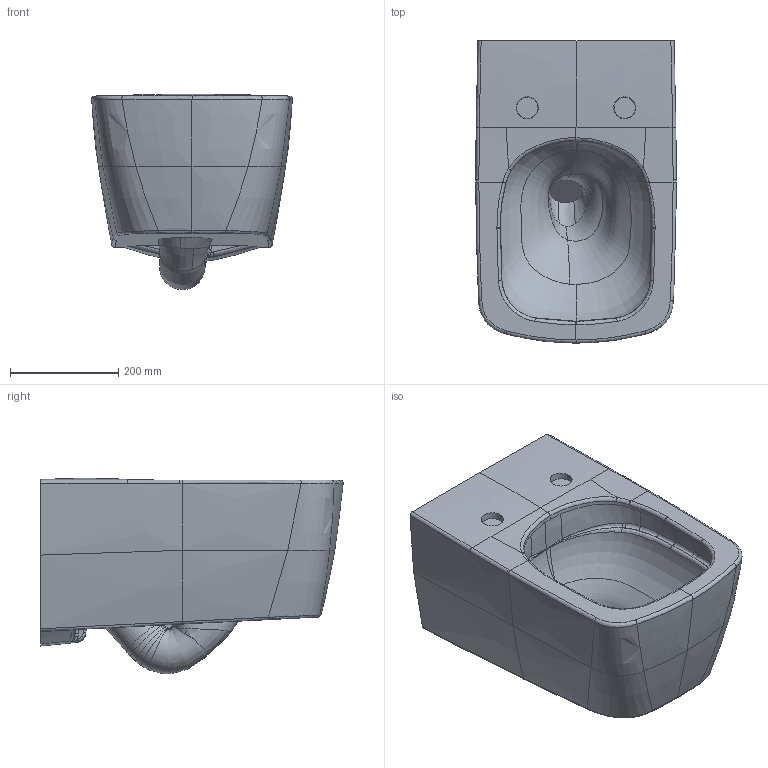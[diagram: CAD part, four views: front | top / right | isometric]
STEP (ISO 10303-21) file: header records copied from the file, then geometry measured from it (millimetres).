
FILE_DESCRIPTION(/* description */ (''),/* implementation_level */ '2;1');
FILE_NAME(/* name */ '4610T0_4610TL.stp',/* time_stamp */ '2024-12-06T09:06:35+01:00',/* author */ (''),/* organization */ (''),/* preprocessor_version */ 'ST-DEVELOPER v18.1',/* originating_system */ 'SIEMENS PLM Software NX 1973',/* authorisation */ '');
FILE_SCHEMA (('AUTOMOTIVE_DESIGN { 1 0 10303 214 3 1 1 1 }'));
Products named in the file (1): Muel3F7443F924hi
Bounding box: 371.46 x 559.51 x 361.67 mm (x, y, z)
Volume: 32834603.3 mm3; surface area: 1042823.3 mm2
Topology: 1 solids, 1 shells, 296 faces, 2322 edges, 3579 vertices
Faces by surface type: bspline 279, sphere 6, torus 4, plane 3, cone 2, extrusion 1, cylinder 1
Entity records: 58265 total; most frequent: CARTESIAN_POINT 40842, DIRECTION 1837, STYLED_ITEM 1559, PRESENTATION_STYLE_ASSIGNMENT 1559, CURVE_STYLE 1558, DRAUGHTING_PRE_DEFINED_CURVE_FONT 1558, TRIMMED_CURVE 1558, VECTOR 1557
